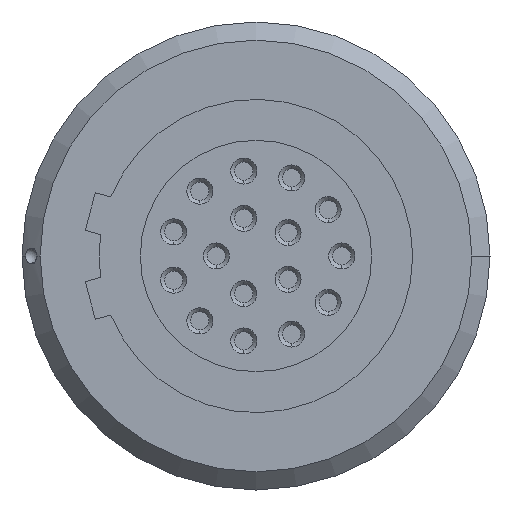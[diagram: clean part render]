
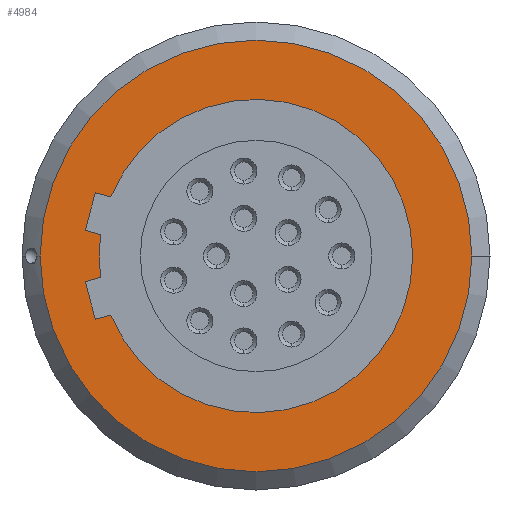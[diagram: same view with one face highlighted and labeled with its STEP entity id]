
A CAD part, left-side view. The second image highlights one B-rep face of the part: STEP entity #4984.
In plain terms, the highlighted planar face has unit normal (-1, 0, 0).
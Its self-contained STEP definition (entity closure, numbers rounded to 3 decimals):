
#610=CARTESIAN_POINT('',(-13.,0.,0.));
#611=DIRECTION('',(-1.,0.,0.));
#612=DIRECTION('',(0.,1.,0.));
#613=AXIS2_PLACEMENT_3D('',#610,#611,#612);
#615=CARTESIAN_POINT('',(-13.,0.,0.));
#616=DIRECTION('',(1.,0.,0.));
#617=DIRECTION('',(0.,1.,0.));
#618=AXIS2_PLACEMENT_3D('',#615,#616,#617);
#620=DIRECTION('',(0.,0.966,0.259));
#621=VECTOR('',#620,0.622);
#622=CARTESIAN_POINT('',(-13.,5.969,0.823));
#623=LINE('',#622,#621);
#624=DIRECTION('',(0.,-0.966,0.259));
#625=VECTOR('',#624,0.622);
#626=CARTESIAN_POINT('',(-13.,6.569,-0.984));
#627=LINE('',#626,#625);
#628=DIRECTION('',(0.,0.259,0.966));
#629=VECTOR('',#628,1.5);
#630=CARTESIAN_POINT('',(-13.,6.181,-2.433));
#631=LINE('',#630,#629);
#632=DIRECTION('',(0.,0.966,-0.259));
#633=VECTOR('',#632,0.622);
#634=CARTESIAN_POINT('',(-13.,5.58,-2.272));
#635=LINE('',#634,#633);
#636=DIRECTION('',(0.,-0.966,-0.259));
#637=VECTOR('',#636,0.622);
#638=CARTESIAN_POINT('',(-13.,6.181,2.433));
#639=LINE('',#638,#637);
#640=DIRECTION('',(0.,-0.259,0.966));
#641=VECTOR('',#640,1.5);
#642=CARTESIAN_POINT('',(-13.,6.569,0.984));
#643=LINE('',#642,#641);
#678=CARTESIAN_POINT('',(-13.,0.,0.));
#679=DIRECTION('',(1.,0.,0.));
#680=DIRECTION('',(0.,0.926,0.377));
#681=AXIS2_PLACEMENT_3D('',#678,#679,#680);
#705=CARTESIAN_POINT('',(-13.,0.,0.));
#706=DIRECTION('',(1.,0.,0.));
#707=DIRECTION('',(0.,0.991,-0.137));
#708=AXIS2_PLACEMENT_3D('',#705,#706,#707);
#3563=CARTESIAN_POINT('',(-13.,-8.3,0.));
#3564=VERTEX_POINT('',#3563);
#3565=CARTESIAN_POINT('',(-13.,8.3,0.));
#3566=VERTEX_POINT('',#3565);
#3619=CARTESIAN_POINT('',(-13.,6.569,0.984));
#3620=VERTEX_POINT('',#3619);
#3621=CARTESIAN_POINT('',(-13.,6.181,2.433));
#3622=VERTEX_POINT('',#3621);
#3627=CARTESIAN_POINT('',(-13.,5.969,0.823));
#3628=VERTEX_POINT('',#3627);
#3629=CARTESIAN_POINT('',(-13.,5.58,2.272));
#3630=VERTEX_POINT('',#3629);
#3631=CARTESIAN_POINT('',(-13.,5.58,-2.272));
#3632=CARTESIAN_POINT('',(-13.,6.181,-2.433));
#3633=VERTEX_POINT('',#3631);
#3634=VERTEX_POINT('',#3632);
#3635=CARTESIAN_POINT('',(-13.,6.569,-0.984));
#3636=VERTEX_POINT('',#3635);
#3637=CARTESIAN_POINT('',(-13.,5.969,-0.823));
#3638=VERTEX_POINT('',#3637);
#4957=CARTESIAN_POINT('',(-13.,0.,0.));
#4958=DIRECTION('',(1.,0.,0.));
#4959=DIRECTION('',(0.,-1.,0.));
#4960=AXIS2_PLACEMENT_3D('',#4957,#4958,#4959);
#4961=PLANE('',#4960);
#4962=ORIENTED_EDGE('',*,*,#4921,.F.);
#4963=ORIENTED_EDGE('',*,*,#4951,.T.);
#4964=EDGE_LOOP('',(#4962,#4963));
#4965=FACE_OUTER_BOUND('',#4964,.F.);
#4967=ORIENTED_EDGE('',*,*,#4966,.F.);
#4969=ORIENTED_EDGE('',*,*,#4968,.F.);
#4971=ORIENTED_EDGE('',*,*,#4970,.F.);
#4973=ORIENTED_EDGE('',*,*,#4972,.F.);
#4975=ORIENTED_EDGE('',*,*,#4974,.F.);
#4977=ORIENTED_EDGE('',*,*,#4976,.F.);
#4979=ORIENTED_EDGE('',*,*,#4978,.F.);
#4981=ORIENTED_EDGE('',*,*,#4980,.F.);
#4982=EDGE_LOOP('',(#4967,#4969,#4971,#4973,#4975,#4977,#4979,#4981));
#4983=FACE_BOUND('',#4982,.F.);
#4984=ADVANCED_FACE('',(#4965,#4983),#4961,.F.);
#614=CIRCLE('',#613,8.3);
#619=CIRCLE('',#618,8.3);
#682=CIRCLE('',#681,6.025);
#709=CIRCLE('',#708,6.025);
#4921=EDGE_CURVE('',#3566,#3564,#614,.T.);
#4951=EDGE_CURVE('',#3566,#3564,#619,.T.);
#4966=EDGE_CURVE('',#3628,#3620,#623,.T.);
#4968=EDGE_CURVE('',#3638,#3628,#709,.T.);
#4970=EDGE_CURVE('',#3636,#3638,#627,.T.);
#4972=EDGE_CURVE('',#3634,#3636,#631,.T.);
#4974=EDGE_CURVE('',#3633,#3634,#635,.T.);
#4976=EDGE_CURVE('',#3630,#3633,#682,.T.);
#4978=EDGE_CURVE('',#3622,#3630,#639,.T.);
#4980=EDGE_CURVE('',#3620,#3622,#643,.T.);
